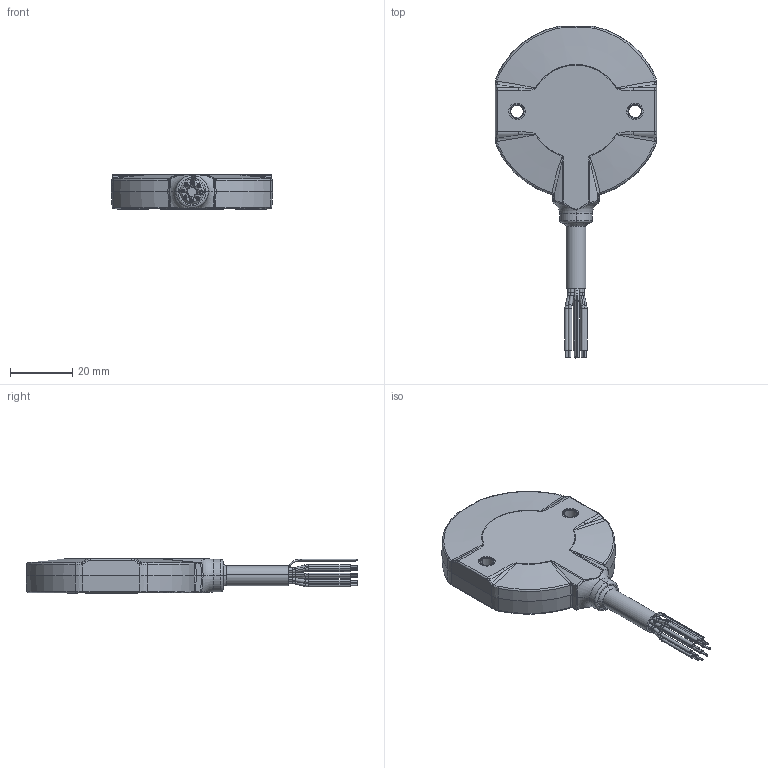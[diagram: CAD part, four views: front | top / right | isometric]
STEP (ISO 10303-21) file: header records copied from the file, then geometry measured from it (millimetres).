
FILE_DESCRIPTION (( 'STEP AP203' ), '1' );
FILE_NAME ('M088_ACW4.STEP', '2018-10-05T14:03:06', ( '' ), ( '' ), 'SwSTEP 2.0', 'SolidWorks 2016', '' );
FILE_SCHEMA (( 'CONFIG_CONTROL_DESIGN' ));
Length unit declared in the file: millimetre
Products named in the file (1): M088_ACW4
Bounding box: 52 x 107 x 11.2 mm (x, y, z)
Surface area: 8110.4 mm2 (no closed solid volume)
Topology: 0 solids, 4 shells, 439 faces, 1207 edges, 766 vertices
Faces by surface type: bspline 124, cylinder 114, plane 104, torus 55, cone 38, sphere 4
Entity records: 18247 total; most frequent: CARTESIAN_POINT 7832, ORIENTED_EDGE 2211, DIRECTION 1965, EDGE_CURVE 1205, VERTEX_POINT 766, AXIS2_PLACEMENT_3D 741, VECTOR 483, LINE 483
